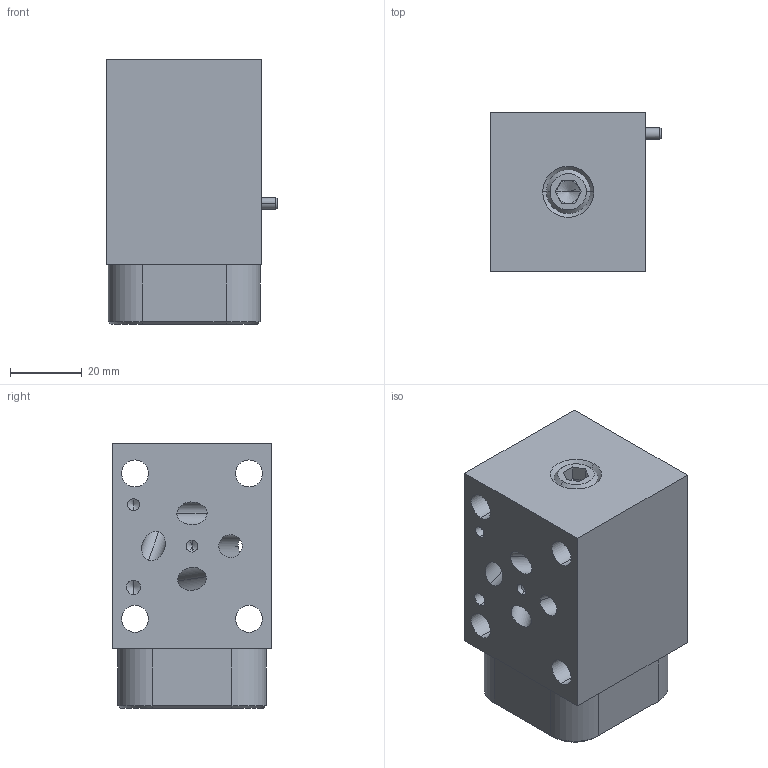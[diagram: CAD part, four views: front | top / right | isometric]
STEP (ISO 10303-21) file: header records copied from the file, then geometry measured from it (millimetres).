
FILE_DESCRIPTION((''),'2;1');
FILE_NAME('X8B_ASM','2020-01-28T',('ProEService'),(''),'PRO/ENGINEER BY PARAMETRIC TECHNOLOGY CORPORATION, 2014200','PRO/ENGINEER BY PARAMETRIC TECHNOLOGY CORPORATION, 2014200','');
FILE_SCHEMA(('CONFIG_CONTROL_DESIGN'));
Length unit declared in the file: inch
Products named in the file (7): 156-083-001; 340-003; 850-004-218; 811-001-006; 500-001-012; 700-002; X8B_ASM
Assembly tree (6 placements, depth 2):
  X8B_ASM
    156-083-001
    340-003
    850-004-218
    811-001-006
    500-001-012
    700-002
Bounding box: 47.5 x 44.45 x 73.81 mm (x, y, z)
Volume: 104460 mm3; surface area: 29415.6 mm2
Topology: 4 solids, 4 shells, 175 faces, 761 edges, 727 vertices
Faces by surface type: cylinder 69, plane 47, cone 46, sphere 13
Entity records: 8799 total; most frequent: CARTESIAN_POINT 2786, DIRECTION 1256, ORIENTED_EDGE 844, VECTOR 516, LINE 516, EDGE_CURVE 422, AXIS2_PLACEMENT_3D 370, TRIMMED_CURVE 319
